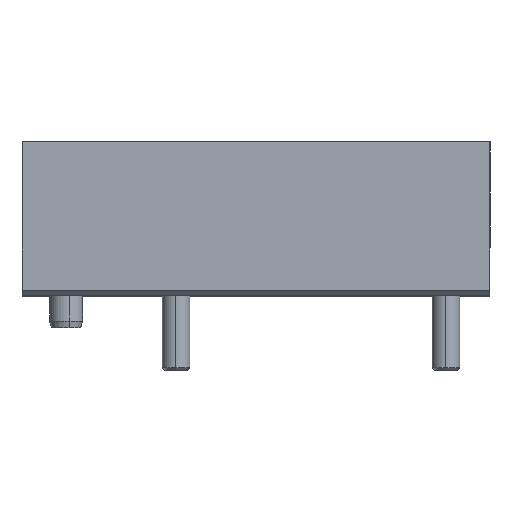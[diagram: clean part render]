
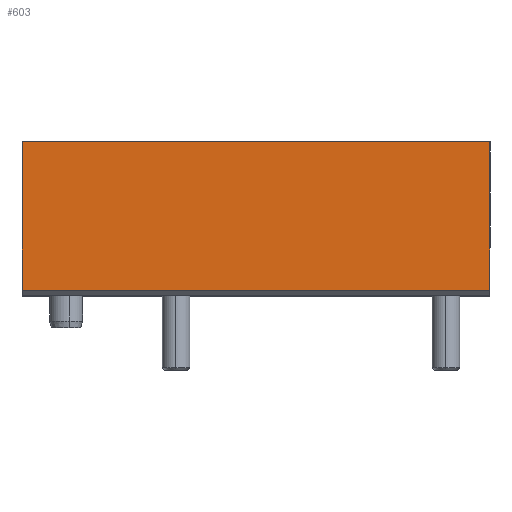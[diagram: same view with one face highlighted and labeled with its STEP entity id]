
A CAD part, top view. The second image highlights one B-rep face of the part: STEP entity #603.
In plain terms, the highlighted face is planar.
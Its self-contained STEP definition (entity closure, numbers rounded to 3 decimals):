
#3 = ORIENTED_EDGE ( 'NONE', *, *, #2072, .F. ) ;
#46 = VECTOR ( 'NONE', #2001, 1000. ) ;
#283 = VERTEX_POINT ( 'NONE', #3679 ) ;
#463 = VECTOR ( 'NONE', #2588, 1000. ) ;
#603 = ADVANCED_FACE ( 'NONE', ( #1372 ), #2099, .F. ) ;
#746 = DIRECTION ( 'NONE',  ( 1., 0., 0. ) ) ;
#855 = VERTEX_POINT ( 'NONE', #2941 ) ;
#1090 = EDGE_LOOP ( 'NONE', ( #2398, #1743, #3, #3928 ) ) ;
#1148 = DIRECTION ( 'NONE',  ( -1., 0., 0. ) ) ;
#1172 = CARTESIAN_POINT ( 'NONE',  ( 42.5, 1., -33. ) ) ;
#1184 = LINE ( 'NONE', #4363, #46 ) ;
#1287 = CARTESIAN_POINT ( 'NONE',  ( 42.5, 28., -33. ) ) ;
#1372 = FACE_OUTER_BOUND ( 'NONE', #1090, .T. ) ;
#1374 = VECTOR ( 'NONE', #1148, 1000. ) ;
#1743 = ORIENTED_EDGE ( 'NONE', *, *, #2393, .T. ) ;
#1809 = LINE ( 'NONE', #4239, #463 ) ;
#1850 = CARTESIAN_POINT ( 'NONE',  ( -42.5, 1., -33. ) ) ;
#1958 = DIRECTION ( 'NONE',  ( 0., -1., 0. ) ) ;
#2001 = DIRECTION ( 'NONE',  ( -1., 0., 0. ) ) ;
#2072 = EDGE_CURVE ( 'NONE', #2093, #855, #1809, .T. ) ;
#2093 = VERTEX_POINT ( 'NONE', #3916 ) ;
#2099 = PLANE ( 'NONE',  #2546 ) ;
#2393 = EDGE_CURVE ( 'NONE', #2567, #855, #3798, .T. ) ;
#2398 = ORIENTED_EDGE ( 'NONE', *, *, #2744, .T. ) ;
#2437 = CARTESIAN_POINT ( 'NONE',  ( -42.5, 28., -33. ) ) ;
#2546 = AXIS2_PLACEMENT_3D ( 'NONE', #2437, #2802, #746 ) ;
#2567 = VERTEX_POINT ( 'NONE', #1172 ) ;
#2588 = DIRECTION ( 'NONE',  ( 0., -1., 0. ) ) ;
#2669 = VECTOR ( 'NONE', #1958, 1000. ) ;
#2744 = EDGE_CURVE ( 'NONE', #283, #2567, #4020, .T. ) ;
#2802 = DIRECTION ( 'NONE',  ( 0., 0., 1. ) ) ;
#2941 = CARTESIAN_POINT ( 'NONE',  ( -42.5, 1., -33. ) ) ;
#3679 = CARTESIAN_POINT ( 'NONE',  ( 42.5, 28., -33. ) ) ;
#3798 = LINE ( 'NONE', #1850, #1374 ) ;
#3878 = EDGE_CURVE ( 'NONE', #283, #2093, #1184, .T. ) ;
#3916 = CARTESIAN_POINT ( 'NONE',  ( -42.5, 28., -33. ) ) ;
#3928 = ORIENTED_EDGE ( 'NONE', *, *, #3878, .F. ) ;
#4020 = LINE ( 'NONE', #1287, #2669 ) ;
#4239 = CARTESIAN_POINT ( 'NONE',  ( -42.5, 28., -33. ) ) ;
#4363 = CARTESIAN_POINT ( 'NONE',  ( -42.5, 28., -33. ) ) ;
